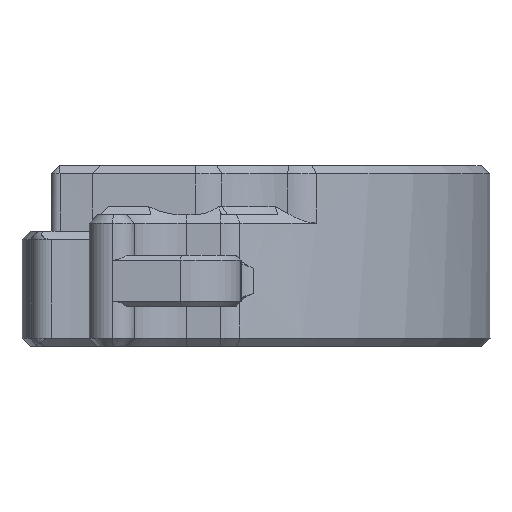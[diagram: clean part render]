
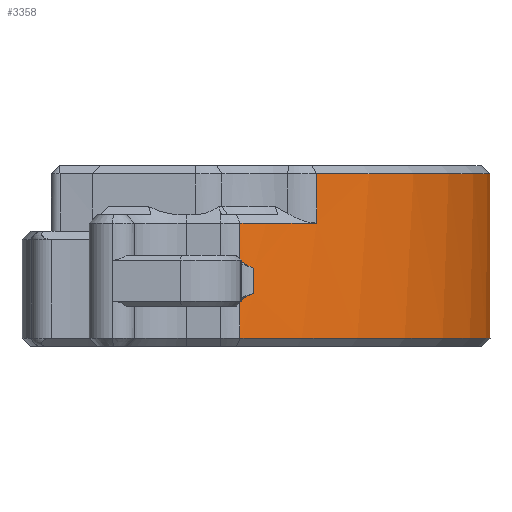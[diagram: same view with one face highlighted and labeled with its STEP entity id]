
A CAD part, front view. The second image highlights one B-rep face of the part: STEP entity #3358.
In plain terms, the highlighted cylindrical face has radius 49.3 mm (diameter 98.6 mm), a partial arc.
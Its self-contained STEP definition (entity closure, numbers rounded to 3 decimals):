
#77=B_SPLINE_CURVE_WITH_KNOTS('',3,(#5736,#5737,#5738,#5739,#5740,#5741,
#5742,#5743),.UNSPECIFIED.,.F.,.F.,(4,2,2,4),(5.761,5.8,
5.97,6.006),.UNSPECIFIED.);
#78=B_SPLINE_CURVE_WITH_KNOTS('',3,(#5747,#5748,#5749,#5750,#5751,#5752,
#5753,#5754),.UNSPECIFIED.,.F.,.F.,(4,2,2,4),(5.252,5.288,
5.458,5.498),.UNSPECIFIED.);
#241=CYLINDRICAL_SURFACE('',#3639,49.3);
#379=FACE_OUTER_BOUND('',#581,.T.);
#581=EDGE_LOOP('',(#2480,#2481,#2482,#2483,#2484,#2485,#2486,#2487,#2488,
#2489));
#745=LINE('',#4948,#953);
#801=LINE('',#5732,#1009);
#802=LINE('',#5734,#1010);
#803=LINE('',#5745,#1011);
#804=LINE('',#5756,#1012);
#953=VECTOR('',#3952,10.);
#1009=VECTOR('',#4198,10.);
#1010=VECTOR('',#4199,10.);
#1011=VECTOR('',#4200,4.);
#1012=VECTOR('',#4201,10.);
#1210=CIRCLE('',#3627,49.3);
#1215=CIRCLE('',#3640,49.3);
#1216=CIRCLE('',#3641,49.3);
#1346=VERTEX_POINT('',#4945);
#1347=VERTEX_POINT('',#4947);
#1450=VERTEX_POINT('',#5675);
#1451=VERTEX_POINT('',#5676);
#1460=VERTEX_POINT('',#5731);
#1461=VERTEX_POINT('',#5733);
#1462=VERTEX_POINT('',#5735);
#1463=VERTEX_POINT('',#5744);
#1464=VERTEX_POINT('',#5746);
#1465=VERTEX_POINT('',#5755);
#1693=EDGE_CURVE('',#1346,#1347,#745,.T.);
#1830=EDGE_CURVE('',#1450,#1451,#1210,.T.);
#1848=EDGE_CURVE('',#1451,#1460,#801,.T.);
#1849=EDGE_CURVE('',#1450,#1461,#802,.T.);
#1850=EDGE_CURVE('',#1462,#1461,#77,.T.);
#1851=EDGE_CURVE('',#1463,#1462,#803,.T.);
#1852=EDGE_CURVE('',#1464,#1463,#78,.T.);
#1853=EDGE_CURVE('',#1464,#1465,#804,.T.);
#1854=EDGE_CURVE('',#1347,#1465,#1215,.T.);
#1855=EDGE_CURVE('',#1460,#1346,#1216,.T.);
#2480=ORIENTED_EDGE('',*,*,#1848,.F.);
#2481=ORIENTED_EDGE('',*,*,#1830,.F.);
#2482=ORIENTED_EDGE('',*,*,#1849,.T.);
#2483=ORIENTED_EDGE('',*,*,#1850,.F.);
#2484=ORIENTED_EDGE('',*,*,#1851,.F.);
#2485=ORIENTED_EDGE('',*,*,#1852,.F.);
#2486=ORIENTED_EDGE('',*,*,#1853,.T.);
#2487=ORIENTED_EDGE('',*,*,#1854,.F.);
#2488=ORIENTED_EDGE('',*,*,#1693,.F.);
#2489=ORIENTED_EDGE('',*,*,#1855,.F.);
#3358=ADVANCED_FACE('',(#379),#241,.T.);
#3627=AXIS2_PLACEMENT_3D('',#5677,#4166,#4167);
#3639=AXIS2_PLACEMENT_3D('',#5730,#4196,#4197);
#3640=AXIS2_PLACEMENT_3D('',#5757,#4202,#4203);
#3641=AXIS2_PLACEMENT_3D('',#5758,#4204,#4205);
#3952=DIRECTION('',(0.,0.,-1.));
#4166=DIRECTION('center_axis',(0.,0.,
1.));
#4167=DIRECTION('ref_axis',(0.,-1.,0.));
#4196=DIRECTION('center_axis',(0.,0.,
-1.));
#4197=DIRECTION('ref_axis',(0.,1.,0.));
#4198=DIRECTION('',(0.,0.,1.));
#4199=DIRECTION('',(0.,0.,-1.));
#4200=DIRECTION('',(0.,0.,1.));
#4201=DIRECTION('',(0.,0.,-1.));
#4202=DIRECTION('center_axis',(0.,0.,-1.));
#4203=DIRECTION('ref_axis',(0.,-1.,0.));
#4204=DIRECTION('center_axis',(0.,0.,
1.));
#4205=DIRECTION('ref_axis',(0.,-1.,0.));
#4945=CARTESIAN_POINT('',(-30.982,49.951,21.));
#4947=CARTESIAN_POINT('',(-30.982,49.951,1.));
#4948=CARTESIAN_POINT('',(-30.982,49.951,22.001));
#5675=CARTESIAN_POINT('',(-43.111,-33.925,15.));
#5676=CARTESIAN_POINT('',(-33.801,-28.831,15.));
#5677=CARTESIAN_POINT('Origin',(-61.985,11.619,15.));
#5730=CARTESIAN_POINT('Origin',(-61.985,11.619,22.001));
#5731=CARTESIAN_POINT('',(-33.801,-28.831,21.));
#5732=CARTESIAN_POINT('',(-33.801,-28.831,22.));
#5733=CARTESIAN_POINT('',(-43.111,-33.925,10.417));
#5734=CARTESIAN_POINT('',(-43.111,-33.925,22.));
#5735=CARTESIAN_POINT('',(-41.422,-33.188,9.533));
#5736=CARTESIAN_POINT('Ctrl Pts',(-41.422,-33.188,9.533));
#5737=CARTESIAN_POINT('Ctrl Pts',(-41.521,-33.233,9.566));
#5738=CARTESIAN_POINT('Ctrl Pts',(-41.617,-33.277,9.601));
#5739=CARTESIAN_POINT('Ctrl Pts',(-42.124,-33.506,9.806));
#5740=CARTESIAN_POINT('Ctrl Pts',(-42.506,-33.671,10.022));
#5741=CARTESIAN_POINT('Ctrl Pts',(-42.956,-33.861,10.313));
#5742=CARTESIAN_POINT('Ctrl Pts',(-43.034,-33.893,10.365));
#5743=CARTESIAN_POINT('Ctrl Pts',(-43.111,-33.925,10.417));
#5744=CARTESIAN_POINT('',(-41.422,-33.188,6.467));
#5745=CARTESIAN_POINT('',(-41.422,-33.188,22.001));
#5746=CARTESIAN_POINT('',(-43.111,-33.925,5.583));
#5747=CARTESIAN_POINT('Ctrl Pts',(-43.111,-33.925,5.583));
#5748=CARTESIAN_POINT('Ctrl Pts',(-43.034,-33.893,5.635));
#5749=CARTESIAN_POINT('Ctrl Pts',(-42.956,-33.861,5.687));
#5750=CARTESIAN_POINT('Ctrl Pts',(-42.506,-33.671,5.978));
#5751=CARTESIAN_POINT('Ctrl Pts',(-42.124,-33.506,6.194));
#5752=CARTESIAN_POINT('Ctrl Pts',(-41.617,-33.277,6.399));
#5753=CARTESIAN_POINT('Ctrl Pts',(-41.521,-33.233,6.434));
#5754=CARTESIAN_POINT('Ctrl Pts',(-41.422,-33.188,6.467));
#5755=CARTESIAN_POINT('',(-43.111,-33.925,1.));
#5756=CARTESIAN_POINT('',(-43.111,-33.925,22.));
#5757=CARTESIAN_POINT('Origin',(-61.985,11.619,1.));
#5758=CARTESIAN_POINT('Origin',(-61.985,11.619,21.));
